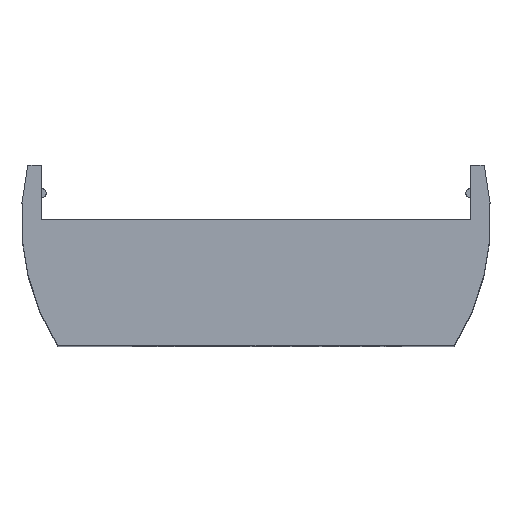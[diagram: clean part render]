
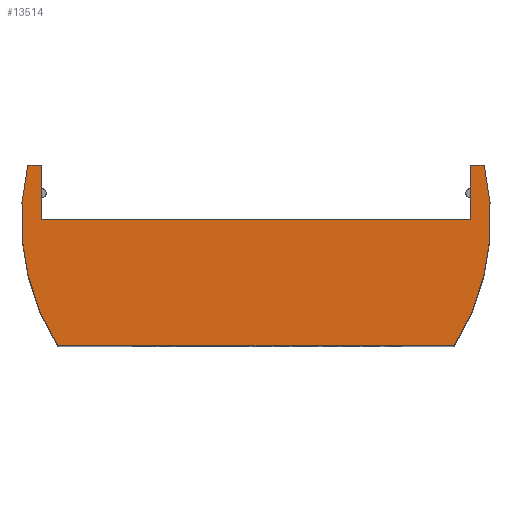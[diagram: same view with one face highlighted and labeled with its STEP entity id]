
A CAD part, top view. The second image highlights one B-rep face of the part: STEP entity #13514.
In plain terms, the highlighted planar face has unit normal (0, 0, 1).
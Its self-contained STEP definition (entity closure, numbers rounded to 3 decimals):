
#135=PLANE('',#15484);
#891=FACE_OUTER_BOUND('',#1634,.T.);
#1634=EDGE_LOOP('',(#12129,#12130,#12131,#12132,#12133,#12134,#12135,#12136));
#2339=LINE('',#24112,#3177);
#2473=LINE('',#24486,#3311);
#2474=LINE('',#24488,#3312);
#2475=LINE('',#24490,#3313);
#2476=LINE('',#24492,#3314);
#2477=LINE('',#24494,#3315);
#3177=VECTOR('',#19854,10.);
#3311=VECTOR('',#20222,10.);
#3312=VECTOR('',#20223,10.);
#3313=VECTOR('',#20224,10.);
#3314=VECTOR('',#20225,10.);
#3315=VECTOR('',#20226,10.);
#4544=CIRCLE('',#15485,43.);
#4545=CIRCLE('',#15486,43.);
#5807=VERTEX_POINT('',#24109);
#5808=VERTEX_POINT('',#24111);
#5930=VERTEX_POINT('',#24483);
#5931=VERTEX_POINT('',#24485);
#5932=VERTEX_POINT('',#24487);
#5933=VERTEX_POINT('',#24489);
#5934=VERTEX_POINT('',#24491);
#5935=VERTEX_POINT('',#24493);
#7827=EDGE_CURVE('',#5808,#5807,#2339,.T.);
#8009=EDGE_CURVE('',#5807,#5930,#4544,.T.);
#8010=EDGE_CURVE('',#5930,#5931,#2473,.T.);
#8011=EDGE_CURVE('',#5931,#5932,#2474,.T.);
#8012=EDGE_CURVE('',#5932,#5933,#2475,.T.);
#8013=EDGE_CURVE('',#5933,#5934,#2476,.T.);
#8014=EDGE_CURVE('',#5934,#5935,#2477,.T.);
#8015=EDGE_CURVE('',#5935,#5808,#4545,.T.);
#12129=ORIENTED_EDGE('',*,*,#8009,.T.);
#12130=ORIENTED_EDGE('',*,*,#8010,.T.);
#12131=ORIENTED_EDGE('',*,*,#8011,.T.);
#12132=ORIENTED_EDGE('',*,*,#8012,.T.);
#12133=ORIENTED_EDGE('',*,*,#8013,.T.);
#12134=ORIENTED_EDGE('',*,*,#8014,.T.);
#12135=ORIENTED_EDGE('',*,*,#8015,.T.);
#12136=ORIENTED_EDGE('',*,*,#7827,.T.);
#13514=ADVANCED_FACE('',(#891),#135,.T.);
#15484=AXIS2_PLACEMENT_3D('',#24482,#20218,#20219);
#15485=AXIS2_PLACEMENT_3D('',#24484,#20220,#20221);
#15486=AXIS2_PLACEMENT_3D('',#24495,#20227,#20228);
#19854=DIRECTION('',(1.,0.,0.));
#20218=DIRECTION('center_axis',(0.,0.,1.));
#20219=DIRECTION('ref_axis',(1.,0.,0.));
#20220=DIRECTION('center_axis',(0.,0.,1.));
#20221=DIRECTION('ref_axis',(0.845,-0.535,0.));
#20222=DIRECTION('',(-1.,0.,0.));
#20223=DIRECTION('',(0.,-1.,0.));
#20224=DIRECTION('',(-1.,0.,0.));
#20225=DIRECTION('',(0.,1.,0.));
#20226=DIRECTION('',(-1.,0.,0.));
#20227=DIRECTION('center_axis',(0.,0.,1.));
#20228=DIRECTION('ref_axis',(-0.973,0.233,0.));
#24109=CARTESIAN_POINT('',(36.332,-23.,65.));
#24111=CARTESIAN_POINT('',(-36.332,-23.,65.));
#24112=CARTESIAN_POINT('',(-36.332,-23.,65.));
#24482=CARTESIAN_POINT('Origin',(0.,-6.5,
65.));
#24483=CARTESIAN_POINT('',(41.821,10.,65.));
#24484=CARTESIAN_POINT('Origin',(0.,0.,65.));
#24485=CARTESIAN_POINT('',(39.3,10.,65.));
#24486=CARTESIAN_POINT('',(41.821,10.,65.));
#24487=CARTESIAN_POINT('',(39.3,0.,65.));
#24488=CARTESIAN_POINT('',(39.3,10.,65.));
#24489=CARTESIAN_POINT('',(-39.3,0.,65.));
#24490=CARTESIAN_POINT('',(43.,0.,65.));
#24491=CARTESIAN_POINT('',(-39.3,10.,65.));
#24492=CARTESIAN_POINT('',(-39.3,0.,65.));
#24493=CARTESIAN_POINT('',(-41.821,10.,65.));
#24494=CARTESIAN_POINT('',(-39.3,10.,65.));
#24495=CARTESIAN_POINT('Origin',(0.,0.,65.));
